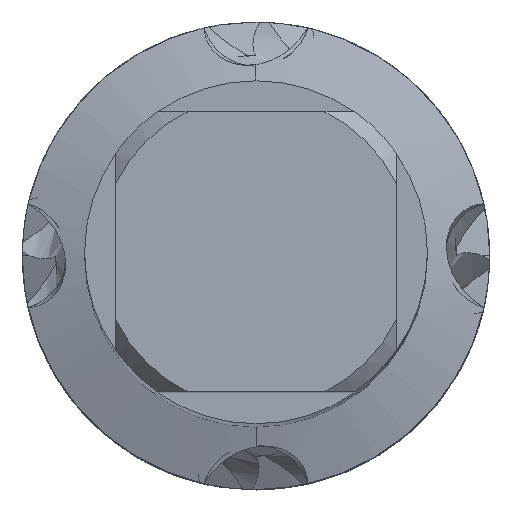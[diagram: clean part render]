
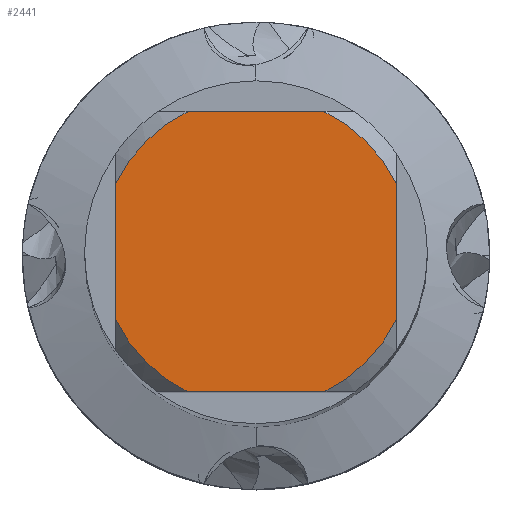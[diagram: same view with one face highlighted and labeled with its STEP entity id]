
A CAD part, top view. The second image highlights one B-rep face of the part: STEP entity #2441.
In plain terms, the highlighted planar face has unit normal (0, 0, 1).
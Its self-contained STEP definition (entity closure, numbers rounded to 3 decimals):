
#1771=EDGE_CURVE('',#3439,#1893,#4863,.T.);
#1893=VERTEX_POINT('',#4993);
#1975=EDGE_CURVE('',#2915,#3045,#5081,.T.);
#2061=VERTEX_POINT('',#5177);
#2441=ADVANCED_FACE('',(#5599),#5600,.T.);
#2655=VERTEX_POINT('',#5831);
#2739=EDGE_CURVE('',#4357,#2655,#5918,.T.);
#2915=VERTEX_POINT('',#6114);
#3045=VERTEX_POINT('',#6254);
#3211=EDGE_CURVE('',#2915,#3349,#6435,.T.);
#3349=VERTEX_POINT('',#6582);
#3439=VERTEX_POINT('',#6680);
#3699=EDGE_CURVE('',#2061,#3349,#6960,.T.);
#3805=EDGE_CURVE('',#3439,#3045,#7072,.T.);
#3837=EDGE_CURVE('',#4357,#1893,#7108,.T.);
#4247=EDGE_CURVE('',#2061,#2655,#7557,.T.);
#4357=VERTEX_POINT('',#7674);
#4863=CIRCLE('',#8922,10.0);
#4993=CARTESIAN_POINT('',(4.359,-9.0,0.0));
#5081=CIRCLE('',#9402,10.0);
#5177=CARTESIAN_POINT('',(-9.0,4.359,0.0));
#5599=FACE_OUTER_BOUND('',#11513,.T.);
#5600=PLANE('',#11514);
#5831=CARTESIAN_POINT('',(-9.0,-4.359,0.0));
#5918=CIRCLE('',#12226,10.0);
#6114=CARTESIAN_POINT('',(4.359,9.0,0.0));
#6254=CARTESIAN_POINT('',(9.0,4.359,0.0));
#6435=LINE('',#13787,#13788);
#6582=CARTESIAN_POINT('',(-4.359,9.0,0.0));
#6680=CARTESIAN_POINT('',(9.0,-4.359,0.0));
#6960=CIRCLE('',#16063,10.0);
#7072=LINE('',#16334,#16335);
#7108=LINE('',#16420,#16421);
#7557=LINE('',#18354,#18355);
#7674=CARTESIAN_POINT('',(-4.359,-9.0,0.0));
#8922=AXIS2_PLACEMENT_3D('',#19713,#19714,#19715);
#9402=AXIS2_PLACEMENT_3D('',#19903,#19904,#19905);
#11513=EDGE_LOOP('',(#20548,#20549,#20550,#20551,#20552,#20553,#20554,#20555));
#11514=AXIS2_PLACEMENT_3D('',#20556,#20557,#20558);
#12226=AXIS2_PLACEMENT_3D('',#20857,#20858,#20859);
#13787=CARTESIAN_POINT('',(0.0,9.0,0.0));
#13788=VECTOR('',#21378,1.0);
#16063=AXIS2_PLACEMENT_3D('',#21946,#21947,#21948);
#16334=CARTESIAN_POINT('',(9.0,2.5,0.0));
#16335=VECTOR('',#22034,1.0);
#16420=CARTESIAN_POINT('',(0.0,-9.0,0.0));
#16421=VECTOR('',#22073,1.0);
#18354=CARTESIAN_POINT('',(-9.0,2.5,0.0));
#18355=VECTOR('',#22579,1.0);
#19713=CARTESIAN_POINT('',(0.0,0.0,0.0));
#19714=DIRECTION('',(0.0,0.0,-1.0));
#19715=DIRECTION('',(0.0,1.0,0.0));
#19903=CARTESIAN_POINT('',(0.0,0.0,0.0));
#19904=DIRECTION('',(0.0,0.0,-1.0));
#19905=DIRECTION('',(0.0,1.0,0.0));
#20548=ORIENTED_EDGE('',*,*,#4247,.T.);
#20549=ORIENTED_EDGE('',*,*,#2739,.F.);
#20550=ORIENTED_EDGE('',*,*,#3837,.T.);
#20551=ORIENTED_EDGE('',*,*,#1771,.F.);
#20552=ORIENTED_EDGE('',*,*,#3805,.T.);
#20553=ORIENTED_EDGE('',*,*,#1975,.F.);
#20554=ORIENTED_EDGE('',*,*,#3211,.T.);
#20555=ORIENTED_EDGE('',*,*,#3699,.F.);
#20556=CARTESIAN_POINT('',(0.0,5.0,0.0));
#20557=DIRECTION('',(-0.0,0.0,1.0));
#20558=DIRECTION('',(0.0,-1.0,0.0));
#20857=CARTESIAN_POINT('',(0.0,0.0,0.0));
#20858=DIRECTION('',(0.0,0.0,-1.0));
#20859=DIRECTION('',(0.0,1.0,0.0));
#21378=DIRECTION('',(-1.0,0.0,0.0));
#21946=CARTESIAN_POINT('',(0.0,0.0,0.0));
#21947=DIRECTION('',(0.0,0.0,-1.0));
#21948=DIRECTION('',(0.0,1.0,0.0));
#22034=DIRECTION('',(-0.0,1.0,0.0));
#22073=DIRECTION('',(1.0,0.0,0.0));
#22579=DIRECTION('',(-0.0,-1.0,0.0));
